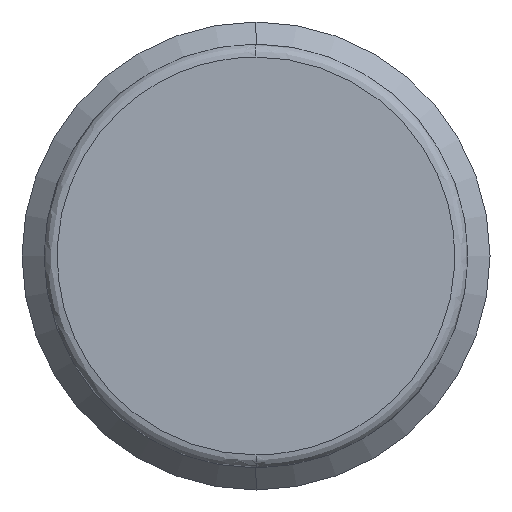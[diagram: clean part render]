
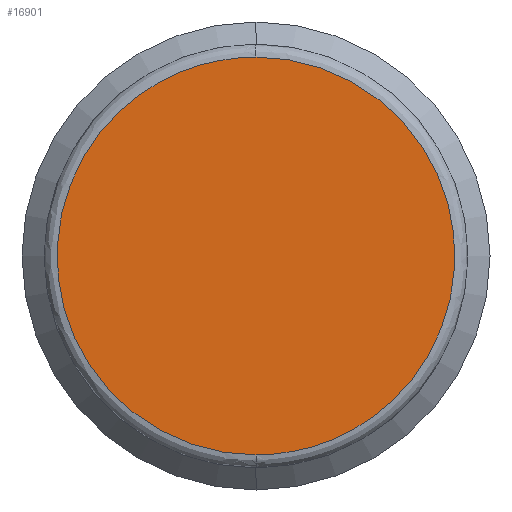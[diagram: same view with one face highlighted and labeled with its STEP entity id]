
A CAD part, left-side view. The second image highlights one B-rep face of the part: STEP entity #16901.
In plain terms, the highlighted planar face has unit normal (-1, 0, 0).
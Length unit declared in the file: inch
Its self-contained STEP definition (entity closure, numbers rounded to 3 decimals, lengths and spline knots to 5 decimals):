
#928 = ORIENTED_EDGE ( 'NONE', *, *, #2594, .F. ) ;
#1236 = CARTESIAN_POINT ( 'NONE',  ( -0.18898, 0.60236, -0.30118 ) ) ;
#2594 = EDGE_CURVE ( 'NONE', #14584, #8028, #15393, .T. ) ;
#2781 = CARTESIAN_POINT ( 'NONE',  ( -0.18898, 0.60236, 0.30118 ) ) ;
#3653 = DIRECTION ( 'NONE',  ( 1., 0., 0. ) ) ;
#4319 = CARTESIAN_POINT ( 'NONE',  ( -0.18898, 0., 0.30118 ) ) ;
#5429 = PLANE ( 'NONE',  #13342 ) ;
#7483 = ORIENTED_EDGE ( 'NONE', *, *, #9470, .F. ) ;
#8028 = VERTEX_POINT ( 'NONE', #16819 ) ;
#8295 = CARTESIAN_POINT ( 'NONE',  ( -0.18898, 0., 0. ) ) ;
#8492 = DIRECTION ( 'NONE',  ( 0., 0., -1. ) ) ;
#8726 = CARTESIAN_POINT ( 'NONE',  ( -0.18898, -0.60236, 0.30118 ) ) ;
#9470 = EDGE_CURVE ( 'NONE', #8028, #14584, #20014, .T. ) ;
#11921 = CARTESIAN_POINT ( 'NONE',  ( -0.18898, -0.60236, -0.30118 ) ) ;
#12051 = CARTESIAN_POINT ( 'NONE',  ( -0.18898, 0., -0.30118 ) ) ;
#13080 = FACE_OUTER_BOUND ( 'NONE', #17367, .T. ) ;
#13342 = AXIS2_PLACEMENT_3D ( 'NONE', #8295, #3653, #8492 ) ;
#14584 = VERTEX_POINT ( 'NONE', #15700 ) ;
#15041 = CARTESIAN_POINT ( 'NONE',  ( -0.18898, 0., 0.30118 ) ) ;
#15393 =( BOUNDED_CURVE ( )  B_SPLINE_CURVE ( 3, ( #15041, #8726, #11921, #12051 ),
 .UNSPECIFIED., .F., .F. ) 
 B_SPLINE_CURVE_WITH_KNOTS ( ( 4, 4 ),
 ( 0., 1. ),
 .UNSPECIFIED. ) 
 CURVE ( )  GEOMETRIC_REPRESENTATION_ITEM ( )  RATIONAL_B_SPLINE_CURVE ( ( 1., 0.333, 0.333, 1. ) ) 
 REPRESENTATION_ITEM ( '' )  );
#15700 = CARTESIAN_POINT ( 'NONE',  ( -0.18898, 0., 0.30118 ) ) ;
#16819 = CARTESIAN_POINT ( 'NONE',  ( -0.18898, 0., -0.30118 ) ) ;
#16901 = ADVANCED_FACE ( 'NONE', ( #13080 ), #5429, .F. ) ;
#17367 = EDGE_LOOP ( 'NONE', ( #7483, #928 ) ) ;
#19854 = CARTESIAN_POINT ( 'NONE',  ( -0.18898, 0., -0.30118 ) ) ;
#20014 =( BOUNDED_CURVE ( )  B_SPLINE_CURVE ( 3, ( #19854, #1236, #2781, #4319 ),
 .UNSPECIFIED., .F., .F. ) 
 B_SPLINE_CURVE_WITH_KNOTS ( ( 4, 4 ),
 ( 0., 1. ),
 .UNSPECIFIED. ) 
 CURVE ( )  GEOMETRIC_REPRESENTATION_ITEM ( )  RATIONAL_B_SPLINE_CURVE ( ( 1., 0.333, 0.333, 1. ) ) 
 REPRESENTATION_ITEM ( '' )  );
